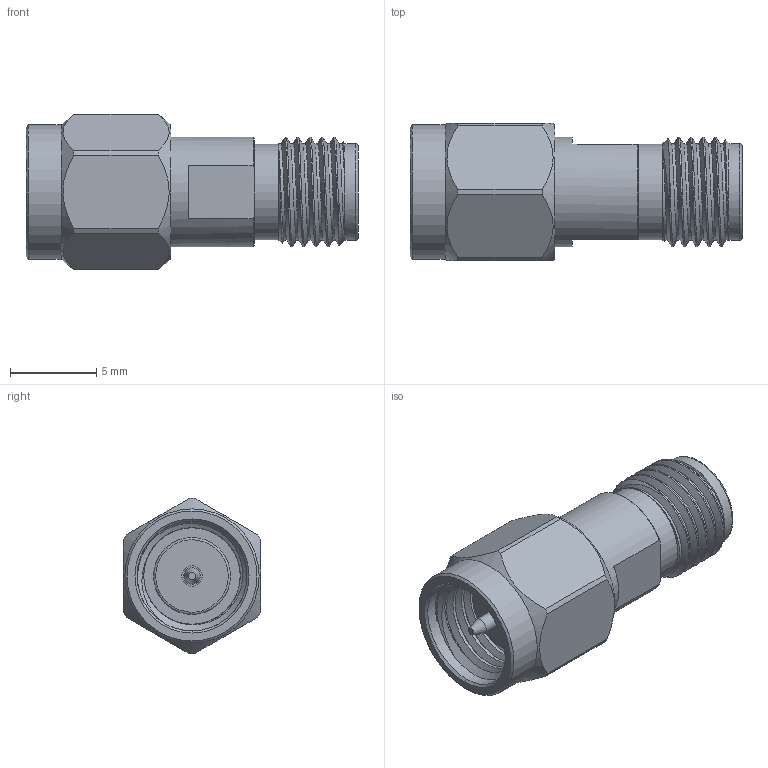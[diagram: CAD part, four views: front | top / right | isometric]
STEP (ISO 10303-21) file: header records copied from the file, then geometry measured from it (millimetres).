
FILE_DESCRIPTION (( 'STEP AP203' ), '1' );
FILE_NAME ('FMAD1102_3D.step', '2021-01-20T17:07:36', ( '' ), ( '' ), 'SwSTEP 2.0', 'SolidWorks 2018', '' );
FILE_SCHEMA (( 'CONFIG_CONTROL_DESIGN' ));
Length unit declared in the file: inch
Products named in the file (1): FMAD1102_3D
Bounding box: 19.2 x 7.94 x 8.99 mm (x, y, z)
Volume: 586.8 mm3; surface area: 812.2 mm2
Topology: 1 solids, 1 shells, 77 faces, 200 edges, 134 vertices
Faces by surface type: plane 31, cylinder 25, cone 13, bspline 7, torus 1
Full cylindrical faces by diameter (mm): 0.919 x1, 0.94 x1, 1.194 x2, 2.92 x1, 4.445 x1, 4.572 x1, 5.537 x1, 5.582 x1, 6.35 x7, 7.762 x1
Entity records: 5317 total; most frequent: CARTESIAN_POINT 3679, ORIENTED_EDGE 332, DIRECTION 288, EDGE_CURVE 166, VERTEX_POINT 126, AXIS2_PLACEMENT_3D 124, EDGE_LOOP 100, FACE_OUTER_BOUND 85
